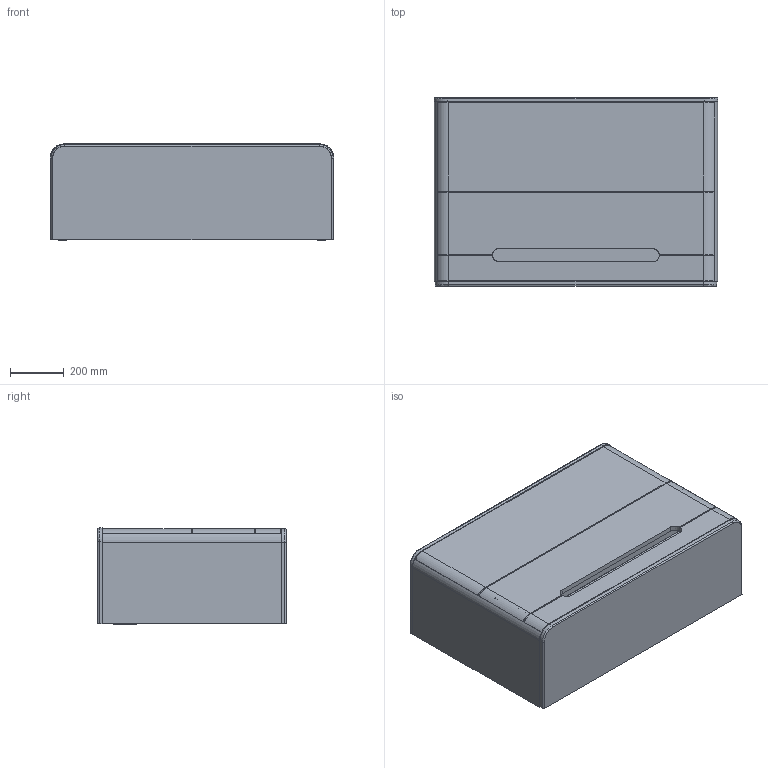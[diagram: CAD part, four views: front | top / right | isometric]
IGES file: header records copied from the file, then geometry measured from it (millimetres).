
Start section: SolidWorks IGES file using analytic representation for surfaces
Global section: file name: 60885+60886+60887_MVSENUSTD_Ust_Dolap.IGS; native system: SolidWorks 2020; preprocessor: SolidWorks 2020; author: gulseren.can; date: 210526.093230; units: millimetre
Bounding box: 1051 x 699 x 356 mm (x, y, z)
Surface area: 9664283.8 mm2 (no closed solid volume)
Topology: 0 solids, 0 shells, 2814 faces, 36074 edges, 36070 vertices
Faces by surface type: bspline 1640, revolution 1174
